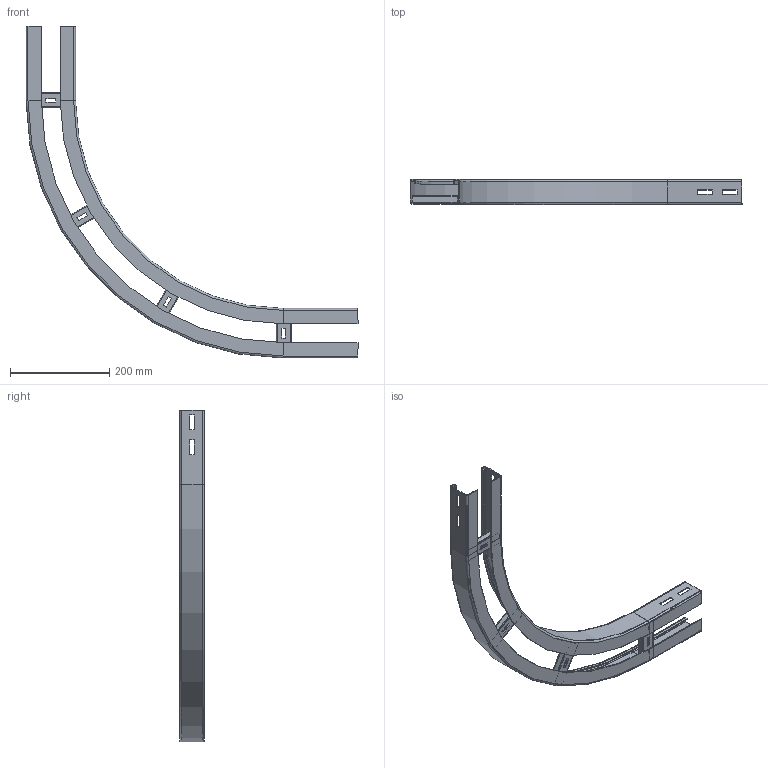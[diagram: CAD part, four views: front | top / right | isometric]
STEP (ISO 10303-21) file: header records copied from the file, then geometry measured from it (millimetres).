
FILE_DESCRIPTION(/* description */ (''),/* implementation_level */ '2;1');
FILE_NAME(/* name */ 'LDC100H50N.stp',/* time_stamp */ '2020-03-25T12:24:52+01:00',/* author */ ('stanislaw.luczak'),/* organization */ (''),/* preprocessor_version */ 'ST-DEVELOPER v18',/* originating_system */ 'Autodesk Inventor 2020',/* authorisation */ '');
FILE_SCHEMA (('AUTOMOTIVE_DESIGN { 1 0 10303 214 3 1 1 }'));
Length unit declared in the file: millimetre
Products named in the file (4): LDC100H45N; LDC...H45N wewnętrzny; LDC...H45N wewnętrzny_1; szczebel 30x15x390
Assembly tree (6 placements, depth 2):
  LDC100H45N
    LDC...H45N wewnętrzny
    LDC...H45N wewnętrzny_1
    szczebel 30x15x390  x4
Bounding box: 670 x 50 x 670 mm (x, y, z)
Volume: 411924 mm3; surface area: 435580.8 mm2
Topology: 6 solids, 6 shells, 312 faces, 684 edges, 384 vertices
Faces by surface type: plane 234, cylinder 66, torus 12
Entity records: 5223 total; most frequent: DIRECTION 908, CARTESIAN_POINT 856, ORIENTED_EDGE 840, EDGE_CURVE 420, LINE 324, VECTOR 324, AXIS2_PLACEMENT_3D 292, VERTEX_POINT 240
